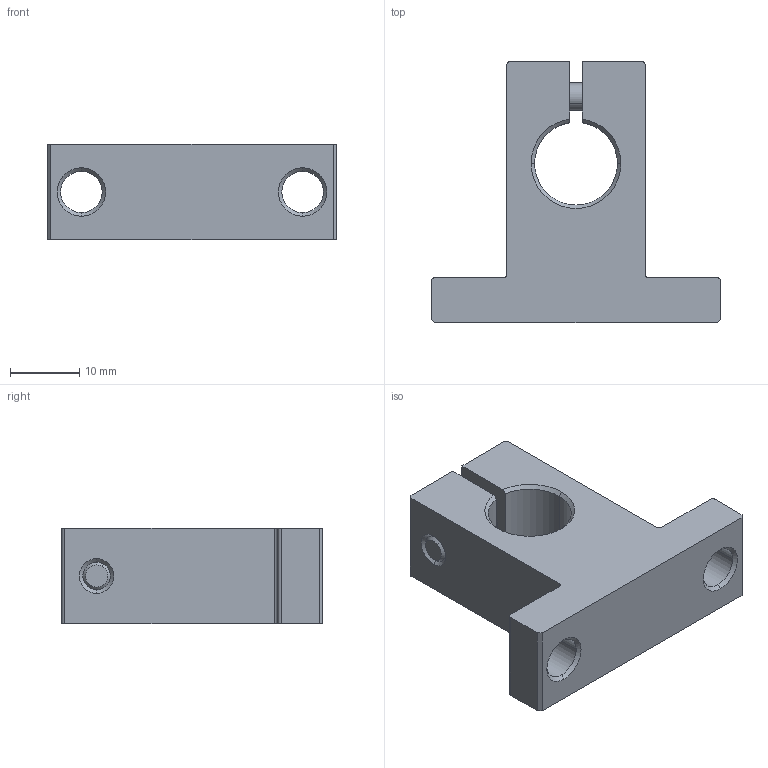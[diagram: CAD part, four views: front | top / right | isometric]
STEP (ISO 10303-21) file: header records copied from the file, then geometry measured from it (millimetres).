
FILE_DESCRIPTION (( 'STEP AP214' ), '1' );
FILE_NAME ('B428 Äåðæàòåëü ïîëèðîâàííûõ âàëîâ SK12.STEP', '2024-03-04T07:11:55', ( '' ), ( '' ), 'SwSTEP 2.0', 'SolidWorks 2022', '' );
FILE_SCHEMA (( 'AUTOMOTIVE_DESIGN' ));
Length unit declared in the file: millimetre
Products named in the file (3): B428 Держатель полированных валов SK12; B428 Держатель полированных валов SK12_00; socket head cap screw_din_DIN 912 M4 x 16 --- 16N
Assembly tree (2 placements, depth 2):
  B428 Держатель полированных валов SK12
    B428 Держатель полированных валов SK12_00
    socket head cap screw_din_DIN 912 M4 x 16 --- 16N
Bounding box: 41.85 x 37.8 x 13.8 mm (x, y, z)
Volume: 10203.9 mm3; surface area: 5085.2 mm2
Topology: 2 solids, 2 shells, 79 faces, 202 edges, 127 vertices
Faces by surface type: plane 30, cylinder 23, cone 22, torus 4
Entity records: 2544 total; most frequent: DIRECTION 454, CARTESIAN_POINT 423, ORIENTED_EDGE 400, EDGE_CURVE 200, AXIS2_PLACEMENT_3D 174, VERTEX_POINT 127, VECTOR 106, LINE 106
